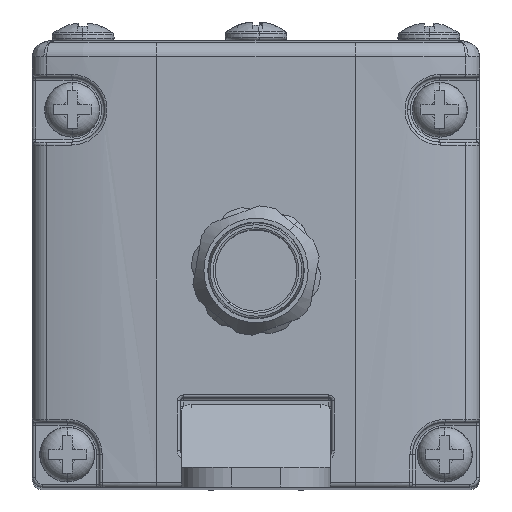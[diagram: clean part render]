
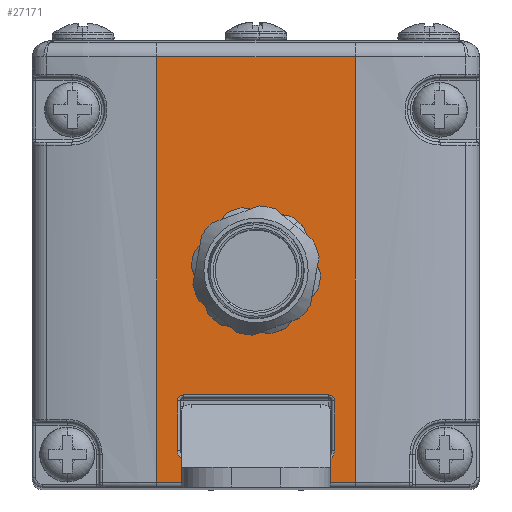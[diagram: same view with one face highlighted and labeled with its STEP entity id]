
A CAD part, top view. The second image highlights one B-rep face of the part: STEP entity #27171.
In plain terms, the highlighted planar face has unit normal (0, 0, 1).
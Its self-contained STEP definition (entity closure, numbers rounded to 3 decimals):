
#827 = CARTESIAN_POINT ( 'NONE',  ( 10., -22., 7. ) ) ;
#842 = CARTESIAN_POINT ( 'NONE',  ( 7.9, 0., 7. ) ) ;
#895 = CARTESIAN_POINT ( 'NONE',  ( 7.9, -18.776, 7. ) ) ;
#995 = CARTESIAN_POINT ( 'NONE',  ( -10., 22.5, 7. ) ) ;
#1132 = FACE_OUTER_BOUND ( 'NONE', #14093, .T. ) ;
#1458 = CARTESIAN_POINT ( 'NONE',  ( 7.9, -18.776, 7. ) ) ;
#1546 = DIRECTION ( 'NONE',  ( 1., 0., 0. ) ) ;
#1601 = PLANE ( 'NONE',  #16366 ) ;
#2552 = ORIENTED_EDGE ( 'NONE', *, *, #14047, .T. ) ;
#2596 = CARTESIAN_POINT ( 'NONE',  ( -10., 20.849, 7. ) ) ;
#2846 = DIRECTION ( 'NONE',  ( 0., 0., -1. ) ) ;
#2860 = ORIENTED_EDGE ( 'NONE', *, *, #7148, .T. ) ;
#3027 = ORIENTED_EDGE ( 'NONE', *, *, #13447, .T. ) ;
#3409 = LINE ( 'NONE', #995, #22244 ) ;
#3571 = VECTOR ( 'NONE', #20945, 1000. ) ;
#3728 = EDGE_CURVE ( 'NONE', #12450, #4852, #7124, .T. ) ;
#3796 = ORIENTED_EDGE ( 'NONE', *, *, #16066, .T. ) ;
#4185 = CARTESIAN_POINT ( 'NONE',  ( -7.9, -18.776, 7. ) ) ;
#4852 = VERTEX_POINT ( 'NONE', #15020 ) ;
#4988 = ORIENTED_EDGE ( 'NONE', *, *, #3728, .T. ) ;
#5105 = VERTEX_POINT ( 'NONE', #827 ) ;
#5369 = DIRECTION ( 'NONE',  ( 0., -1., 0. ) ) ;
#6543 = DIRECTION ( 'NONE',  ( 0., 0., -1. ) ) ;
#6898 = EDGE_CURVE ( 'NONE', #11408, #24951, #13484, .T. ) ;
#7015 = EDGE_CURVE ( 'NONE', #23503, #22073, #16917, .T. ) ;
#7045 = EDGE_CURVE ( 'NONE', #18336, #18798, #7779, .T. ) ;
#7124 = LINE ( 'NONE', #17413, #7980 ) ;
#7148 = EDGE_CURVE ( 'NONE', #24951, #24686, #9760, .T. ) ;
#7226 = DIRECTION ( 'NONE',  ( 1., 0., 0. ) ) ;
#7385 = CARTESIAN_POINT ( 'NONE',  ( -7.3, -13.8, 7. ) ) ;
#7779 = LINE ( 'NONE', #17598, #3571 ) ;
#7936 = CARTESIAN_POINT ( 'NONE',  ( -5.3, -0.7, 7. ) ) ;
#7980 = VECTOR ( 'NONE', #12440, 1000. ) ;
#8386 = DIRECTION ( 'NONE',  ( 0., 0., 1. ) ) ;
#8606 = CARTESIAN_POINT ( 'NONE',  ( 10., -22., 7. ) ) ;
#9626 = EDGE_CURVE ( 'NONE', #24686, #25873, #23040, .T. ) ;
#9760 = CIRCLE ( 'NONE', #31832, 0.6 ) ;
#10194 = DIRECTION ( 'NONE',  ( 1., 0., 0. ) ) ;
#10222 = ORIENTED_EDGE ( 'NONE', *, *, #9626, .T. ) ;
#10636 = CARTESIAN_POINT ( 'NONE',  ( 5.3, -0.7, 7. ) ) ;
#10734 = CARTESIAN_POINT ( 'NONE',  ( 7.9, -19.273, 7. ) ) ;
#10959 = DIRECTION ( 'NONE',  ( 1., 0., 0. ) ) ;
#11060 = CARTESIAN_POINT ( 'NONE',  ( 7.3, -13.2, 7. ) ) ;
#11275 =( BOUNDED_CURVE ( )  B_SPLINE_CURVE ( 3, ( #895, #10734, #15576, #22467 ),
 .UNSPECIFIED., .F., .T. ) 
 B_SPLINE_CURVE_WITH_KNOTS ( ( 4, 4 ),
 ( 1.571, 3.142 ),
 .UNSPECIFIED. ) 
 CURVE ( )  GEOMETRIC_REPRESENTATION_ITEM ( )  RATIONAL_B_SPLINE_CURVE ( ( 1., 0.805, 0.805, 1. ) ) 
 REPRESENTATION_ITEM ( '' )  );
#11408 = VERTEX_POINT ( 'NONE', #19014 ) ;
#11441 = CARTESIAN_POINT ( 'NONE',  ( 0., 0., 7. ) ) ;
#11560 = VERTEX_POINT ( 'NONE', #15489 ) ;
#12440 = DIRECTION ( 'NONE',  ( 0., 1., 0. ) ) ;
#12450 = VERTEX_POINT ( 'NONE', #19338 ) ;
#12840 = VECTOR ( 'NONE', #1546, 1000. ) ;
#13026 = ORIENTED_EDGE ( 'NONE', *, *, #6898, .T. ) ;
#13447 = EDGE_CURVE ( 'NONE', #25873, #11560, #11275, .T. ) ;
#13484 = LINE ( 'NONE', #11060, #12840 ) ;
#13806 = EDGE_CURVE ( 'NONE', #11560, #24402, #19521, .T. ) ;
#13943 = CARTESIAN_POINT ( 'NONE',  ( 0., -0.7, 7. ) ) ;
#13989 = DIRECTION ( 'NONE',  ( 0., -1., 0. ) ) ;
#14047 = EDGE_CURVE ( 'NONE', #18798, #27016, #3409, .T. ) ;
#14088 = CARTESIAN_POINT ( 'NONE',  ( -7.3, -19.624, 7. ) ) ;
#14093 = EDGE_LOOP ( 'NONE', ( #2552, #16238, #23370, #16739 ) ) ;
#14484 = CIRCLE ( 'NONE', #27319, 0.6 ) ;
#14569 = EDGE_LOOP ( 'NONE', ( #4988, #3796, #13026, #2860, #10222, #3027, #16508, #18337 ) ) ;
#14585 = EDGE_CURVE ( 'NONE', #18336, #5105, #19126, .T. ) ;
#15020 = CARTESIAN_POINT ( 'NONE',  ( -7.9, -13.8, 7. ) ) ;
#15489 = CARTESIAN_POINT ( 'NONE',  ( 7.3, -19.624, 7. ) ) ;
#15576 = CARTESIAN_POINT ( 'NONE',  ( 7.651, -19.624, 7. ) ) ;
#16060 = DIRECTION ( 'NONE',  ( 1., 0., 0. ) ) ;
#16066 = EDGE_CURVE ( 'NONE', #4852, #11408, #14484, .T. ) ;
#16112 = FACE_BOUND ( 'NONE', #26575, .T. ) ;
#16238 = ORIENTED_EDGE ( 'NONE', *, *, #23377, .T. ) ;
#16366 = AXIS2_PLACEMENT_3D ( 'NONE', #11441, #8386, #10959 ) ;
#16508 = ORIENTED_EDGE ( 'NONE', *, *, #13806, .T. ) ;
#16739 = ORIENTED_EDGE ( 'NONE', *, *, #7045, .T. ) ;
#16917 = CIRCLE ( 'NONE', #31318, 5.3 ) ;
#17106 = VECTOR ( 'NONE', #29976, 1000. ) ;
#17129 = CARTESIAN_POINT ( 'NONE',  ( -10., -22., 7. ) ) ;
#17413 = CARTESIAN_POINT ( 'NONE',  ( -7.9, -13.8, 7. ) ) ;
#17598 = CARTESIAN_POINT ( 'NONE',  ( 0., 20.849, 7. ) ) ;
#18070 = CARTESIAN_POINT ( 'NONE',  ( 7.3, -13.8, 7. ) ) ;
#18336 = VERTEX_POINT ( 'NONE', #26948 ) ;
#18337 = ORIENTED_EDGE ( 'NONE', *, *, #22796, .T. ) ;
#18798 = VERTEX_POINT ( 'NONE', #2596 ) ;
#19014 = CARTESIAN_POINT ( 'NONE',  ( -7.3, -13.2, 7. ) ) ;
#19126 = LINE ( 'NONE', #28317, #19167 ) ;
#19167 = VECTOR ( 'NONE', #13989, 1000. ) ;
#19338 = CARTESIAN_POINT ( 'NONE',  ( -7.9, -18.776, 7. ) ) ;
#19399 = CIRCLE ( 'NONE', #27627, 5.3 ) ;
#19521 = LINE ( 'NONE', #22561, #17106 ) ;
#19733 = CARTESIAN_POINT ( 'NONE',  ( 7.9, -13.8, 7. ) ) ;
#20271 = DIRECTION ( 'NONE',  ( 1., 0., 0. ) ) ;
#20591 = FACE_BOUND ( 'NONE', #14569, .T. ) ;
#20596 = EDGE_CURVE ( 'NONE', #22073, #23503, #19399, .T. ) ;
#20815 = LINE ( 'NONE', #8606, #30755 ) ;
#20945 = DIRECTION ( 'NONE',  ( -1., 0., 0. ) ) ;
#21166 = CARTESIAN_POINT ( 'NONE',  ( 7.3, -13.2, 7. ) ) ;
#21389 = CARTESIAN_POINT ( 'NONE',  ( -7.9, -19.273, 7. ) ) ;
#21704 = CARTESIAN_POINT ( 'NONE',  ( -7.651, -19.624, 7. ) ) ;
#21866 = VECTOR ( 'NONE', #5369, 1000. ) ;
#22073 = VERTEX_POINT ( 'NONE', #7936 ) ;
#22216 =( BOUNDED_CURVE ( )  B_SPLINE_CURVE ( 3, ( #24112, #21704, #21389, #4185 ),
 .UNSPECIFIED., .F., .T. ) 
 B_SPLINE_CURVE_WITH_KNOTS ( ( 4, 4 ),
 ( 0., 1.571 ),
 .UNSPECIFIED. ) 
 CURVE ( )  GEOMETRIC_REPRESENTATION_ITEM ( )  RATIONAL_B_SPLINE_CURVE ( ( 1., 0.805, 0.805, 1. ) ) 
 REPRESENTATION_ITEM ( '' )  );
#22244 = VECTOR ( 'NONE', #27876, 1000. ) ;
#22405 = DIRECTION ( 'NONE',  ( 0., 0., -1. ) ) ;
#22467 = CARTESIAN_POINT ( 'NONE',  ( 7.3, -19.624, 7. ) ) ;
#22561 = CARTESIAN_POINT ( 'NONE',  ( -7.3, -19.624, 7. ) ) ;
#22796 = EDGE_CURVE ( 'NONE', #24402, #12450, #22216, .T. ) ;
#23040 = LINE ( 'NONE', #842, #21866 ) ;
#23358 = DIRECTION ( 'NONE',  ( 0., 0., -1. ) ) ;
#23370 = ORIENTED_EDGE ( 'NONE', *, *, #14585, .F. ) ;
#23377 = EDGE_CURVE ( 'NONE', #27016, #5105, #20815, .T. ) ;
#23503 = VERTEX_POINT ( 'NONE', #10636 ) ;
#24112 = CARTESIAN_POINT ( 'NONE',  ( -7.3, -19.624, 7. ) ) ;
#24402 = VERTEX_POINT ( 'NONE', #14088 ) ;
#24686 = VERTEX_POINT ( 'NONE', #19733 ) ;
#24951 = VERTEX_POINT ( 'NONE', #21166 ) ;
#25873 = VERTEX_POINT ( 'NONE', #1458 ) ;
#26575 = EDGE_LOOP ( 'NONE', ( #28723, #28609 ) ) ;
#26948 = CARTESIAN_POINT ( 'NONE',  ( 10., 20.849, 7. ) ) ;
#27016 = VERTEX_POINT ( 'NONE', #17129 ) ;
#27171 = ADVANCED_FACE ( 'NONE', ( #20591, #16112, #1132 ), #1601, .T. ) ;
#27319 = AXIS2_PLACEMENT_3D ( 'NONE', #7385, #2846, #7226 ) ;
#27627 = AXIS2_PLACEMENT_3D ( 'NONE', #13943, #6543, #16060 ) ;
#27876 = DIRECTION ( 'NONE',  ( 0., -1., 0. ) ) ;
#28317 = CARTESIAN_POINT ( 'NONE',  ( 10., 22.5, 7. ) ) ;
#28609 = ORIENTED_EDGE ( 'NONE', *, *, #20596, .T. ) ;
#28723 = ORIENTED_EDGE ( 'NONE', *, *, #7015, .T. ) ;
#29655 = CARTESIAN_POINT ( 'NONE',  ( 0., -0.7, 7. ) ) ;
#29976 = DIRECTION ( 'NONE',  ( -1., 0., 0. ) ) ;
#30126 = DIRECTION ( 'NONE',  ( 1., 0., 0. ) ) ;
#30755 = VECTOR ( 'NONE', #20271, 1000. ) ;
#31318 = AXIS2_PLACEMENT_3D ( 'NONE', #29655, #22405, #10194 ) ;
#31832 = AXIS2_PLACEMENT_3D ( 'NONE', #18070, #23358, #30126 ) ;
